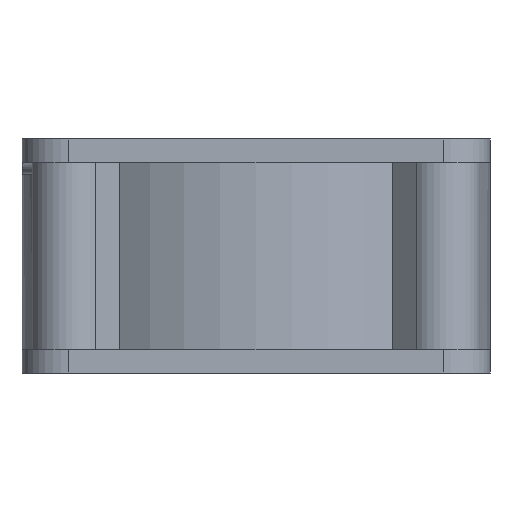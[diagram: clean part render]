
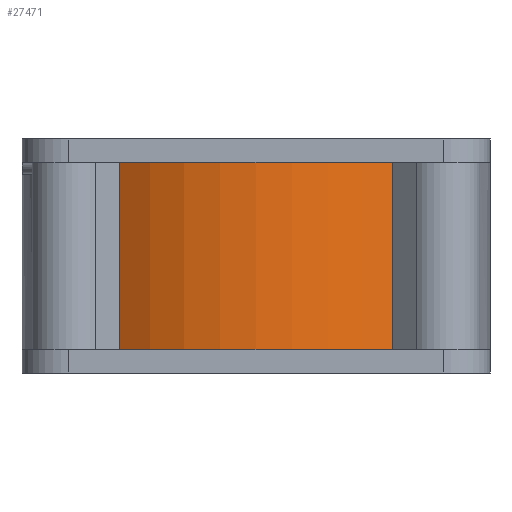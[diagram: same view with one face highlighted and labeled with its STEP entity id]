
A CAD part, front view. The second image highlights one B-rep face of the part: STEP entity #27471.
In plain terms, the highlighted cylindrical face has radius 20 mm (diameter 40 mm), a partial arc.
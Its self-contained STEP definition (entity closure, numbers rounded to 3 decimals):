
#215=LINE('',#41707,#3547);
#216=LINE('',#41713,#3548);
#3547=VECTOR('',#30932,16.);
#3548=VECTOR('',#30937,16.);
#8131=CYLINDRICAL_SURFACE('',#28908,20.);
#8576=FACE_OUTER_BOUND('',#10030,.T.);
#10030=EDGE_LOOP('',(#19024,#19025,#19026,#19027,#19028,#19029));
#11440=CIRCLE('',#28909,20.);
#11441=CIRCLE('',#28910,20.);
#11442=CIRCLE('',#28911,20.);
#11443=CIRCLE('',#28912,20.);
#11962=VERTEX_POINT('',#41705);
#11963=VERTEX_POINT('',#41706);
#11964=VERTEX_POINT('',#41708);
#11965=VERTEX_POINT('',#41710);
#11966=VERTEX_POINT('',#41712);
#11967=VERTEX_POINT('',#41714);
#14694=EDGE_CURVE('',#11962,#11963,#215,.T.);
#14695=EDGE_CURVE('',#11964,#11963,#11440,.T.);
#14696=EDGE_CURVE('',#11964,#11965,#11441,.F.);
#14697=EDGE_CURVE('',#11965,#11966,#216,.T.);
#14698=EDGE_CURVE('',#11966,#11967,#11442,.T.);
#14699=EDGE_CURVE('',#11962,#11967,#11443,.F.);
#19024=ORIENTED_EDGE('',*,*,#14694,.T.);
#19025=ORIENTED_EDGE('',*,*,#14695,.F.);
#19026=ORIENTED_EDGE('',*,*,#14696,.T.);
#19027=ORIENTED_EDGE('',*,*,#14697,.T.);
#19028=ORIENTED_EDGE('',*,*,#14698,.T.);
#19029=ORIENTED_EDGE('',*,*,#14699,.F.);
#27471=ADVANCED_FACE('',(#8576),#8131,.T.);
#28908=AXIS2_PLACEMENT_3D('',#41704,#30930,#30931);
#28909=AXIS2_PLACEMENT_3D('',#41709,#30933,#30934);
#28910=AXIS2_PLACEMENT_3D('',#41711,#30935,#30936);
#28911=AXIS2_PLACEMENT_3D('',#41715,#30938,#30939);
#28912=AXIS2_PLACEMENT_3D('',#41716,#30940,#30941);
#30930=DIRECTION('center_axis',(0.,0.,1.));
#30931=DIRECTION('ref_axis',(0.,-1.,0.));
#30932=DIRECTION('',(0.,0.,1.));
#30933=DIRECTION('center_axis',(0.,0.,1.));
#30934=DIRECTION('ref_axis',(-1.,0.,0.));
#30935=DIRECTION('center_axis',(0.,0.,1.));
#30936=DIRECTION('ref_axis',(-1.,0.,0.));
#30937=DIRECTION('',(0.,0.,-1.));
#30938=DIRECTION('center_axis',(0.,0.,1.));
#30939=DIRECTION('ref_axis',(-1.,0.,0.));
#30940=DIRECTION('center_axis',(0.,0.,1.));
#30941=DIRECTION('ref_axis',(-1.,0.,0.));
#41704=CARTESIAN_POINT('Origin',(0.,0.,-20.));
#41705=CARTESIAN_POINT('',(11.697,-16.223,-18.));
#41706=CARTESIAN_POINT('',(11.697,-16.223,-2.));
#41707=CARTESIAN_POINT('',(11.697,-16.223,-11.));
#41708=CARTESIAN_POINT('',(0.,-20.,-2.));
#41709=CARTESIAN_POINT('Origin',(0.,0.,-2.));
#41710=CARTESIAN_POINT('',(-11.697,-16.223,-2.));
#41711=CARTESIAN_POINT('Origin',(0.,0.,-2.));
#41712=CARTESIAN_POINT('',(-11.697,-16.223,-18.));
#41713=CARTESIAN_POINT('',(-11.697,-16.223,-11.));
#41714=CARTESIAN_POINT('',(0.,-20.,-18.));
#41715=CARTESIAN_POINT('Origin',(0.,0.,-18.));
#41716=CARTESIAN_POINT('Origin',(0.,0.,-18.));
